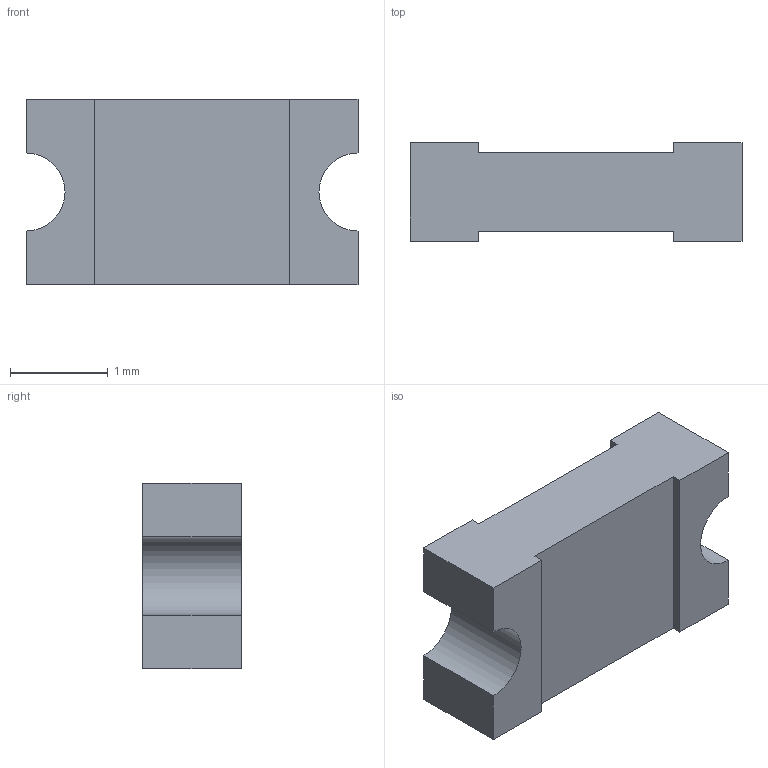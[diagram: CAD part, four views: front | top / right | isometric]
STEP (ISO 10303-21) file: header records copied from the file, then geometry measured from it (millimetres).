
FILE_DESCRIPTION((''),'2;1');
FILE_NAME('CD1206-BXX','2012-07-18T',('ryans'),('Bourns, Inc.'),'PRO/ENGINEER BY PARAMETRIC TECHNOLOGY CORPORATION, 2010100','PRO/ENGINEER BY PARAMETRIC TECHNOLOGY CORPORATION, 2010100','');
FILE_SCHEMA(('CONFIG_CONTROL_DESIGN'));
Length unit declared in the file: millimetre
Products named in the file (1): CD1206-BXX
Bounding box: 3.4 x 1.01 x 1.9 mm (x, y, z)
Volume: 5.3 mm3; surface area: 23.5 mm2
Topology: 1 solids, 1 shells, 18 faces, 48 edges, 32 vertices
Faces by surface type: plane 16, cylinder 2
Entity records: 594 total; most frequent: CARTESIAN_POINT 98, ORIENTED_EDGE 96, DIRECTION 88, EDGE_CURVE 48, VECTOR 44, LINE 44, VERTEX_POINT 32, AXIS2_PLACEMENT_3D 22
